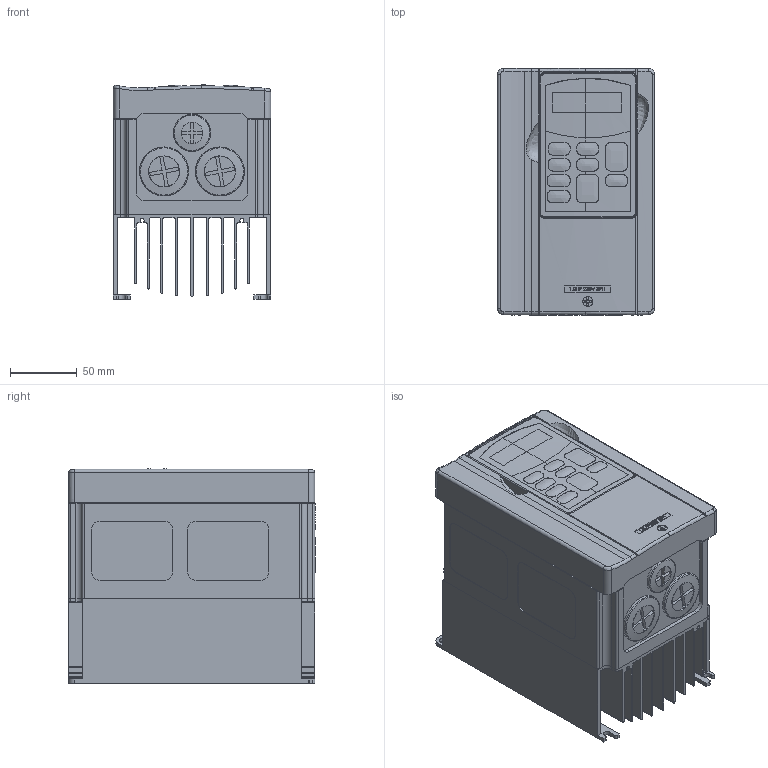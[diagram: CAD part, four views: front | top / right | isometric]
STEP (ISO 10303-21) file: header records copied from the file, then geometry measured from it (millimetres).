
FILE_DESCRIPTION (( 'STEP AP214' ), '1' );
FILE_NAME ('GS3-21P0.step', '2014-07-21T20:32:24', ( '' ), ( '' ), 'SwSTEP 2.0', 'SolidWorks 2013', '' );
FILE_SCHEMA (( 'AUTOMOTIVE_DESIGN' ));
Length unit declared in the file: inch
Products named in the file (1): GS3-21P0
Bounding box: 118.11 x 185.48 x 160.8 mm (x, y, z)
Volume: 2309029.2 mm3; surface area: 360446.1 mm2
Topology: 1 solids, 1 shells, 822 faces, 2220 edges, 1464 vertices
Faces by surface type: plane 436, cylinder 195, bspline 178, torus 9, cone 4
Entity records: 48687 total; most frequent: CARTESIAN_POINT 21172, ORIENTED_EDGE 4440, DIRECTION 3379, EDGE_CURVE 2220, VERTEX_POINT 1464, LINE 1389, VECTOR 1389, AXIS2_PLACEMENT_3D 995
